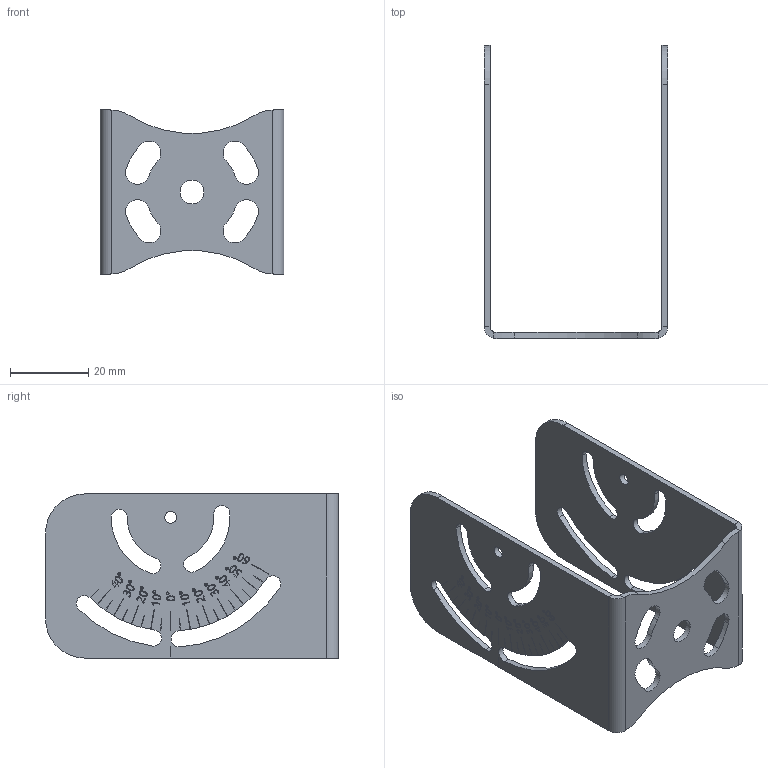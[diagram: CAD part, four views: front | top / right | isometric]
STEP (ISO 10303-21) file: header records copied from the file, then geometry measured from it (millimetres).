
FILE_DESCRIPTION(/* description */ ('Spotbeleuchtung Halter'),/* implementation_level */ '2;1');
FILE_NAME(/* name */ 'S-5x50-xxxx-N-CLR-P-S_Halter.stp',/* time_stamp */ '2021-11-22T14:14:44+01:00',/* author */ ('S. Ludwig'),/* organization */ ('evotron GmbH & Co. KG Pfuetschbergstrasse 1 98527 Suhl'),/* authorisation */ '');
FILE_SCHEMA (('AUTOMOTIVE_DESIGN { 1 0 10303 214 3 1 1 }'));
Length unit declared in the file: millimetre
Products named in the file (1): S-5x50-xxxx-N-CLR-P-S_Halter
Bounding box: 47 x 75 x 42 mm (x, y, z)
Volume: 9912.9 mm3; surface area: 14785.6 mm2
Topology: 1 solids, 1 shells, 1031 faces, 2605 edges, 1734 vertices
Faces by surface type: bspline 490, plane 476, cylinder 65
Full cylindrical faces by diameter (mm): 3 x2, 6.1 x1
Entity records: 36557 total; most frequent: CARTESIAN_POINT 13957, ORIENTED_EDGE 5210, DIRECTION 2831, EDGE_CURVE 2605, VERTEX_POINT 1734, LINE 1487, VECTOR 1487, EDGE_LOOP 1219
